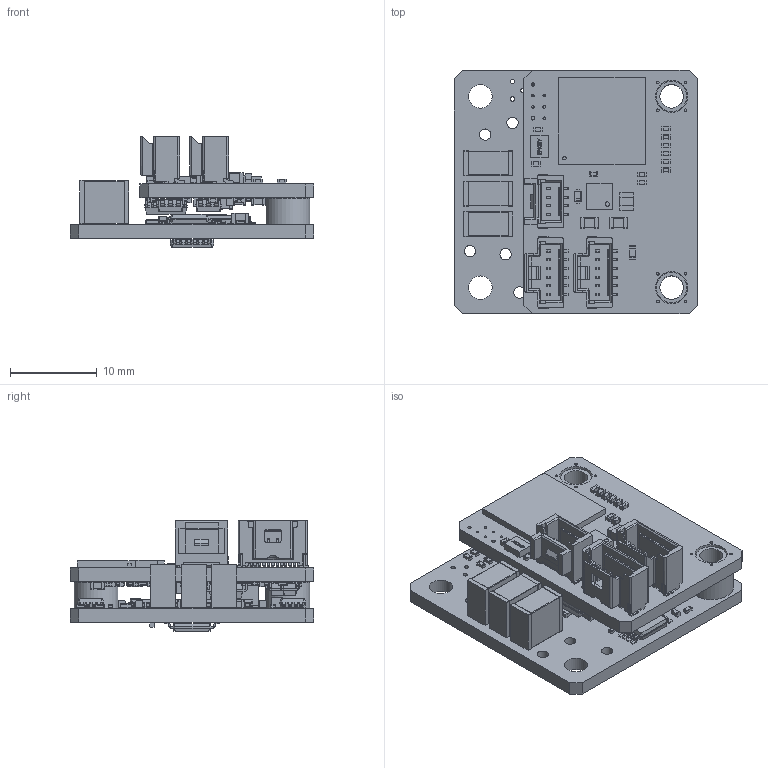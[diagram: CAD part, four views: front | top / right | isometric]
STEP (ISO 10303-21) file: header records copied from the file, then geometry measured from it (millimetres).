
FILE_DESCRIPTION(('FreeCAD Model'),'2;1');
FILE_NAME('Open CASCADE Shape Model','2023-11-28T14:02:08',(''),(''), 'Open CASCADE STEP processor 7.6','FreeCAD','Unknown');
FILE_SCHEMA(('AUTOMOTIVE_DESIGN { 1 0 10303 214 1 1 1 1 }'));
Products named in the file (1): JCS00030003000002_dev_teeny_tiny001 (Solid)
Bounding box: 28 x 28 x 12.73 mm (x, y, z)
Volume: 2968.5 mm3; surface area: 6078.2 mm2
Topology: 163 solids, 163 shells, 7566 faces, 19627 edges, 12659 vertices
Faces by surface type: plane 4837, cylinder 2045, bspline 544, sphere 96, cone 32, torus 12
Full cylindrical faces by diameter (mm): 0.25 x1, 0.3 x13, 0.4 x3, 0.5 x8, 1.3 x5, 2.7 x6, 3.5 x2, 3.7 x2, 5.1 x2
Entity records: 247618 total; most frequent: CARTESIAN_POINT 61955, ORIENTED_EDGE 39026, DIRECTION 36426, EDGE_CURVE 19513, LINE 14694, VECTOR 14694, VERTEX_POINT 12659, AXIS2_PLACEMENT_3D 10866
